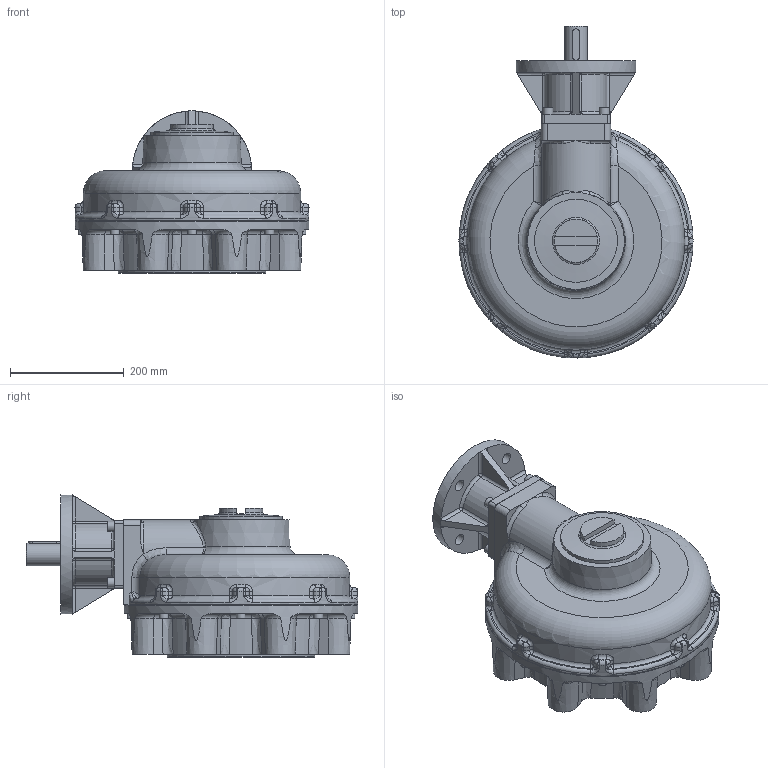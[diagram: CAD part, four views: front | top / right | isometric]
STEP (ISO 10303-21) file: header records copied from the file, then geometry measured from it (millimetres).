
FILE_DESCRIPTION(/* description */ ('Unknown'),/* implementation_level */ '2;1');
FILE_NAME(/* name */ 'PUBIB11-F16-F35_simplified',/* time_stamp */ '2015-12-10T08:56:39+00:00',/* author */ ('Unknown'),/* organization */ ('Unknown'),/* preprocessor_version */ 'ST-DEVELOPER v16',/* originating_system */ 'DEX',/* authorisation */ $);
FILE_SCHEMA (('AUTOMOTIVE_DESIGN {1 0 10303 214 3 1 1}'));
Length unit declared in the file: millimetre
Products named in the file (1): PUBIB11-F16-F35_simplified
Bounding box: 411.99 x 584.22 x 285.5 mm (x, y, z)
Surface area: 800692.7 mm2 (no closed solid volume)
Topology: 0 solids, 31 shells, 593 faces, 1521 edges, 910 vertices
Faces by surface type: plane 181, cylinder 139, torus 98, bspline 84, cone 47, sphere 44
Full cylindrical faces by diameter (mm): 8.376 x1, 16 x8, 18 x4, 20.5 x4, 26.211 x8, 40 x1, 50 x1, 130 x2, 146.05 x1, 210 x1, 259.95 x1, 279.9 x1, 280 x1, 412 x1
Entity records: 30691 total; most frequent: CARTESIAN_POINT 14737, DIRECTION 2750, ORIENTED_EDGE 2616, EDGE_CURVE 1361, AXIS2_PLACEMENT_3D 1145, VERTEX_POINT 878, FACE_BOUND 724, EDGE_LOOP 715
